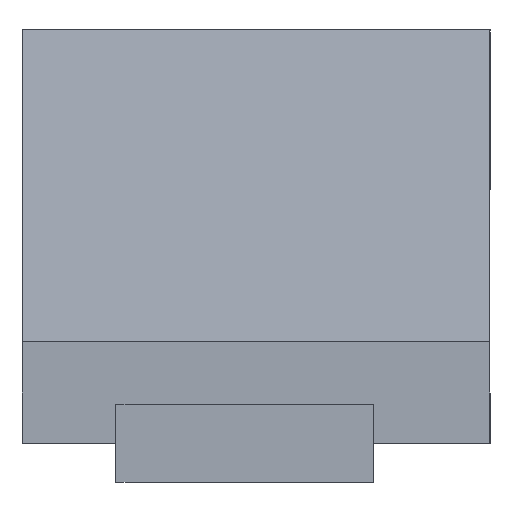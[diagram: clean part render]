
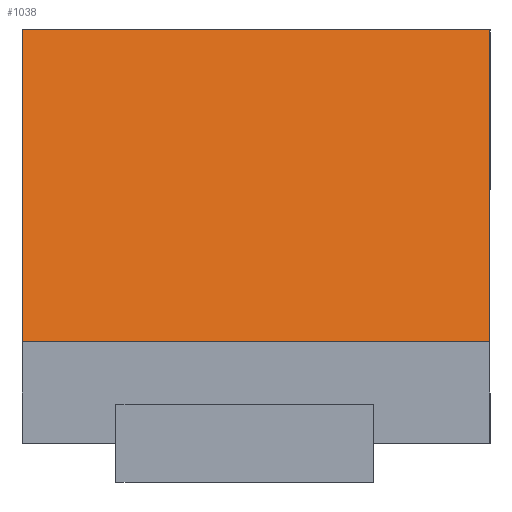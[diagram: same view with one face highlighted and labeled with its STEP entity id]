
A CAD part, left-side view. The second image highlights one B-rep face of the part: STEP entity #1038.
In plain terms, the highlighted planar face has unit normal (-0.985, 0, 0.174).
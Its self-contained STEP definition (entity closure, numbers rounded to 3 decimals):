
#493 = VERTEX_POINT ( 'NONE', #4369 ) ;
#498 = EDGE_CURVE ( 'NONE', #517, #493, #4407, .T. ) ;
#517 = VERTEX_POINT ( 'NONE', #4420 ) ;
#951 = VERTEX_POINT ( 'NONE', #6131 ) ;
#955 = EDGE_CURVE ( 'NONE', #951, #956, #6128, .T. ) ;
#956 = VERTEX_POINT ( 'NONE', #6124 ) ;
#977 = EDGE_CURVE ( 'NONE', #956, #517, #6222, .T. ) ;
#990 = EDGE_CURVE ( 'NONE', #493, #951, #6354, .T. ) ;
#1006 = EDGE_LOOP ( 'NONE', ( #1007, #1008, #1009, #1010 ) ) ;
#1007 = ORIENTED_EDGE ( 'NONE', *, *, #977, .F. ) ;
#1008 = ORIENTED_EDGE ( 'NONE', *, *, #955, .F. ) ;
#1009 = ORIENTED_EDGE ( 'NONE', *, *, #990, .F. ) ;
#1010 = ORIENTED_EDGE ( 'NONE', *, *, #498, .F. ) ;
#1038 = ADVANCED_FACE ( 'NONE', ( #6654 ), #6639, .T. ) ;
#4369 = CARTESIAN_POINT ( 'NONE',  ( -0.429, -0.3, 0.58 ) ) ;
#4404 = DIRECTION ( 'NONE',  ( 0., -1., 0. ) ) ;
#4405 = VECTOR ( 'NONE', #4404, 1000. ) ;
#4406 = CARTESIAN_POINT ( 'NONE',  ( -0.429, -0.3, 0.58 ) ) ;
#4407 = LINE ( 'NONE', #4406, #4405 ) ;
#4420 = CARTESIAN_POINT ( 'NONE',  ( -0.429, 0.3, 0.58 ) ) ;
#6124 = CARTESIAN_POINT ( 'NONE',  ( -0.5, 0.3, 0.18 ) ) ;
#6125 = DIRECTION ( 'NONE',  ( 0., 1., 0. ) ) ;
#6126 = VECTOR ( 'NONE', #6125, 1000. ) ;
#6127 = CARTESIAN_POINT ( 'NONE',  ( -0.5, 0.3, 0.18 ) ) ;
#6128 = LINE ( 'NONE', #6127, #6126 ) ;
#6131 = CARTESIAN_POINT ( 'NONE',  ( -0.5, -0.3, 0.18 ) ) ;
#6221 = CARTESIAN_POINT ( 'NONE',  ( -0.429, 0.3, 0.58 ) ) ;
#6222 = LINE ( 'NONE', #6221, #6259 ) ;
#6258 = DIRECTION ( 'NONE',  ( 0.174, 0., 0.985 ) ) ;
#6259 = VECTOR ( 'NONE', #6258, 1000. ) ;
#6340 = VECTOR ( 'NONE', #6352, 1000. ) ;
#6352 = DIRECTION ( 'NONE',  ( -0.174, 0., -0.985 ) ) ;
#6353 = CARTESIAN_POINT ( 'NONE',  ( -0.429, -0.3, 0.58 ) ) ;
#6354 = LINE ( 'NONE', #6353, #6340 ) ;
#6639 = PLANE ( 'NONE',  #6694 ) ;
#6654 = FACE_OUTER_BOUND ( 'NONE', #1006, .T. ) ;
#6691 = DIRECTION ( 'NONE',  ( 0.174, 0., 0.985 ) ) ;
#6692 = DIRECTION ( 'NONE',  ( -0.985, 0., 0.174 ) ) ;
#6693 = CARTESIAN_POINT ( 'NONE',  ( -0.429, 0.3, 0.58 ) ) ;
#6694 = AXIS2_PLACEMENT_3D ( 'NONE', #6693, #6692, #6691 ) ;
